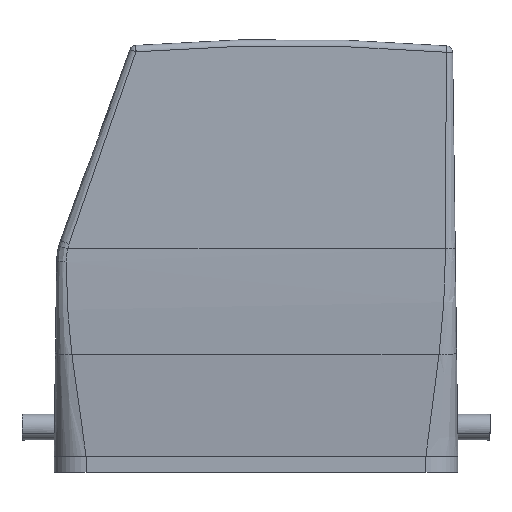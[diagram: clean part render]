
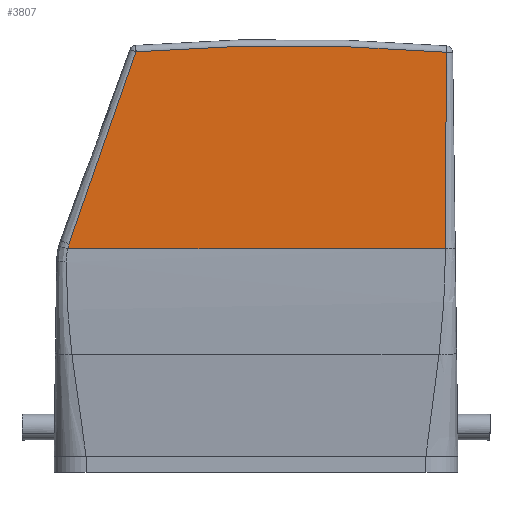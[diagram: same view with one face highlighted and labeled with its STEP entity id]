
A CAD part, left-side view. The second image highlights one B-rep face of the part: STEP entity #3807.
In plain terms, the highlighted planar face has unit normal (-1, 0, 0).
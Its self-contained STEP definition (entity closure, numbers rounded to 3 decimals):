
#3785=AXIS2_PLACEMENT_3D('Plane Axis2P3D',#3782,#3783,#3784) ;
#3797=AXIS2_PLACEMENT_3D('Circle Axis2P3D',#3795,#3796,$) ;
#2403=CARTESIAN_POINT('Vertex',(0.,6.923,34.864)) ;
#2429=CARTESIAN_POINT('Line Origine',(0.,35.892,34.864)) ;
#2433=CARTESIAN_POINT('Vertex',(0.,65.876,34.864)) ;
#3007=CARTESIAN_POINT('Vertex',(0.,6.831,65.481)) ;
#3011=CARTESIAN_POINT('Control Point',(0.,6.831,65.481)) ;
#3012=CARTESIAN_POINT('Control Point',(0.,6.823,64.301)) ;
#3013=CARTESIAN_POINT('Control Point',(0.,6.817,63.13)) ;
#3014=CARTESIAN_POINT('Control Point',(0.,6.812,61.959)) ;
#3015=CARTESIAN_POINT('Control Point',(0.,6.802,59.281)) ;
#3016=CARTESIAN_POINT('Control Point',(0.,6.799,56.603)) ;
#3017=CARTESIAN_POINT('Control Point',(0.,6.799,55.121)) ;
#3018=CARTESIAN_POINT('Control Point',(0.,6.802,52.159)) ;
#3019=CARTESIAN_POINT('Control Point',(0.,6.811,49.196)) ;
#3020=CARTESIAN_POINT('Control Point',(0.,6.817,47.715)) ;
#3021=CARTESIAN_POINT('Control Point',(0.,6.83,45.062)) ;
#3022=CARTESIAN_POINT('Control Point',(0.,6.847,42.408)) ;
#3023=CARTESIAN_POINT('Control Point',(0.,6.855,41.236)) ;
#3024=CARTESIAN_POINT('Control Point',(0.,6.869,39.478)) ;
#3025=CARTESIAN_POINT('Control Point',(0.,6.887,37.72)) ;
#3026=CARTESIAN_POINT('Control Point',(0.,6.894,37.134)) ;
#3027=CARTESIAN_POINT('Control Point',(0.,6.903,36.331)) ;
#3028=CARTESIAN_POINT('Control Point',(0.,6.914,35.528)) ;
#3029=CARTESIAN_POINT('Control Point',(0.,6.917,35.308)) ;
#3030=CARTESIAN_POINT('Control Point',(0.,6.92,35.087)) ;
#3031=CARTESIAN_POINT('Control Point',(0.,6.923,34.864)) ;
#3695=CARTESIAN_POINT('Vertex',(0.,65.664,35.603)) ;
#3699=CARTESIAN_POINT('Control Point',(0.,55.208,65.559)) ;
#3700=CARTESIAN_POINT('Control Point',(0.,55.631,64.376)) ;
#3701=CARTESIAN_POINT('Control Point',(0.,56.051,63.2)) ;
#3702=CARTESIAN_POINT('Control Point',(0.,56.47,62.025)) ;
#3703=CARTESIAN_POINT('Control Point',(0.,57.746,58.433)) ;
#3704=CARTESIAN_POINT('Control Point',(0.,59.012,54.836)) ;
#3705=CARTESIAN_POINT('Control Point',(0.,59.853,52.436)) ;
#3706=CARTESIAN_POINT('Control Point',(0.,61.023,49.078)) ;
#3707=CARTESIAN_POINT('Control Point',(0.,62.188,45.717)) ;
#3708=CARTESIAN_POINT('Control Point',(0.,62.519,44.76)) ;
#3709=CARTESIAN_POINT('Control Point',(0.,63.016,43.323)) ;
#3710=CARTESIAN_POINT('Control Point',(0.,63.511,41.887)) ;
#3711=CARTESIAN_POINT('Control Point',(0.,63.676,41.408)) ;
#3712=CARTESIAN_POINT('Control Point',(0.,64.006,40.449)) ;
#3713=CARTESIAN_POINT('Control Point',(0.,64.335,39.491)) ;
#3714=CARTESIAN_POINT('Control Point',(0.,64.5,39.011)) ;
#3715=CARTESIAN_POINT('Control Point',(0.,64.832,38.043)) ;
#3716=CARTESIAN_POINT('Control Point',(0.,65.164,37.072)) ;
#3717=CARTESIAN_POINT('Control Point',(0.,65.329,36.586)) ;
#3718=CARTESIAN_POINT('Control Point',(0.,65.499,36.089)) ;
#3719=CARTESIAN_POINT('Control Point',(0.,65.664,35.603)) ;
#3720=CARTESIAN_POINT('Vertex',(0.,55.208,65.559)) ;
#3782=CARTESIAN_POINT('Axis2P3D Location',(0.,-2.724,-25.557)) ;
#3788=CARTESIAN_POINT('Control Point',(0.,65.664,35.603)) ;
#3789=CARTESIAN_POINT('Control Point',(0.,65.713,35.457)) ;
#3790=CARTESIAN_POINT('Control Point',(0.,65.759,35.31)) ;
#3791=CARTESIAN_POINT('Control Point',(0.,65.801,35.162)) ;
#3792=CARTESIAN_POINT('Control Point',(0.,65.84,35.014)) ;
#3793=CARTESIAN_POINT('Control Point',(0.,65.876,34.864)) ;
#3795=CARTESIAN_POINT('Axis2P3D Location',(0.,31.5,-232.5)) ;
#2430=DIRECTION('Vector Direction',(0.,-1.,0.)) ;
#3783=DIRECTION('Axis2P3D Direction',(-1.,0.,0.)) ;
#3784=DIRECTION('Axis2P3D XDirection',(0.,-0.17,0.985)) ;
#3796=DIRECTION('Axis2P3D Direction',(-1.,0.,0.)) ;
#2431=VECTOR('Line Direction',#2430,1.) ;
#3801=ORIENTED_EDGE('',*,*,#3722,.F.) ;
#3802=ORIENTED_EDGE('',*,*,#3794,.F.) ;
#3803=ORIENTED_EDGE('',*,*,#2435,.T.) ;
#3804=ORIENTED_EDGE('',*,*,#3032,.T.) ;
#3805=ORIENTED_EDGE('',*,*,#3799,.T.) ;
#3807=ADVANCED_FACE('Hood',(#3806),#3786,.T.) ;
#3010=B_SPLINE_CURVE_WITH_KNOTS('',5,(#3011,#3012,#3013,#3014,#3015,#3016,#3017,#3018,#3019,#3020,#3021,#3022,#3023,#3024,#3025,#3026,#3027,#3028,#3029,#3030,#3031),.UNSPECIFIED.,.F.,.U.,(6,3,3,3,3,3,6),(23.733,29.705,37.097,44.488,50.338,53.262,54.347),.UNSPECIFIED.) ;
#3698=B_SPLINE_CURVE_WITH_KNOTS('',5,(#3699,#3700,#3701,#3702,#3703,#3704,#3705,#3706,#3707,#3708,#3709,#3710,#3711,#3712,#3713,#3714,#3715,#3716,#3717,#3718,#3719),.UNSPECIFIED.,.F.,.U.,(6,3,3,3,3,3,6),(30.85,37.187,49.882,54.937,57.465,59.993,62.577),.UNSPECIFIED.) ;
#3787=B_SPLINE_CURVE_WITH_KNOTS('',5,(#3788,#3789,#3790,#3791,#3792,#3793),.UNSPECIFIED.,.F.,.U.,(6,6),(0.,1.086),.UNSPECIFIED.) ;
#3798=CIRCLE('generated circle',#3797,299.) ;
#2435=EDGE_CURVE('',#2434,#2404,#2432,.T.) ;
#3032=EDGE_CURVE('',#2404,#3008,#3010,.F.) ;
#3722=EDGE_CURVE('',#3696,#3721,#3698,.F.) ;
#3794=EDGE_CURVE('',#2434,#3696,#3787,.F.) ;
#3799=EDGE_CURVE('',#3008,#3721,#3798,.T.) ;
#3800=EDGE_LOOP('',(#3801,#3802,#3803,#3804,#3805)) ;
#3806=FACE_OUTER_BOUND('',#3800,.T.) ;
#2432=LINE('Line',#2429,#2431) ;
#3786=PLANE('',#3785) ;
#2404=VERTEX_POINT('',#2403) ;
#2434=VERTEX_POINT('',#2433) ;
#3008=VERTEX_POINT('',#3007) ;
#3696=VERTEX_POINT('',#3695) ;
#3721=VERTEX_POINT('',#3720) ;
